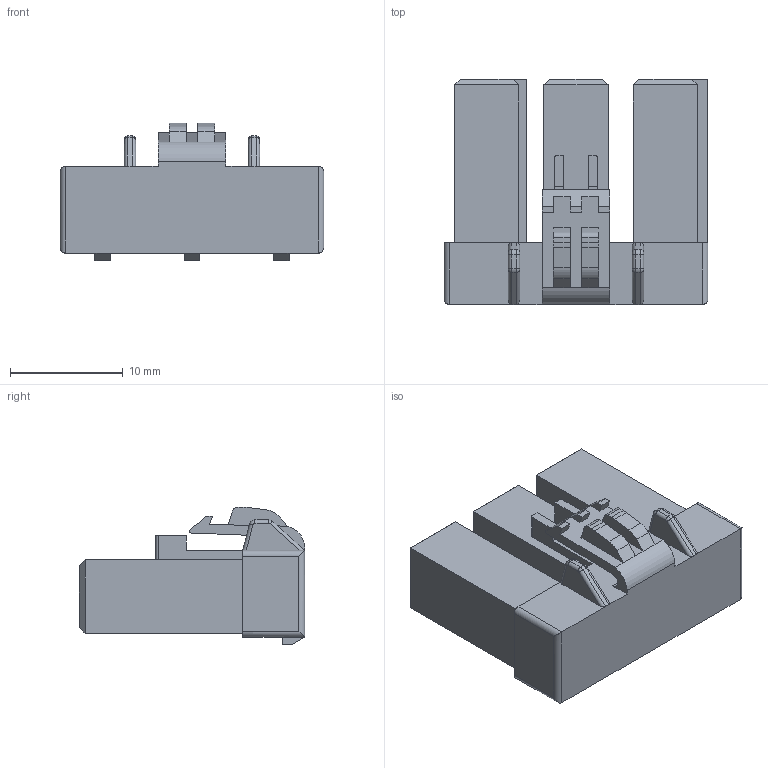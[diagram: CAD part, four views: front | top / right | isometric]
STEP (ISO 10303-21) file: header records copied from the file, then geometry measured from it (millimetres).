
FILE_DESCRIPTION(('CoCreate Modeling STEP Export'),'2;1');
FILE_NAME('DF22R-3S-7.92C.stp','2012-01-05T16:40:58',(''),(''),'CoCreate Modeling STEP processor for AP214 (Solid Model)','CoCreate Modeling 17.0 01-Apr-2010 (C) Parametric Technology GmbH','');
FILE_SCHEMA(('AUTOMOTIVE_DESIGN { 1 0 10303 214 1 1 1 1 }'));
Length unit declared in the file: millimetre
Products named in the file (1): DF22R-3S-7.92C
Bounding box: 23.42 x 20 x 12.25 mm (x, y, z)
Volume: 2730.5 mm3; surface area: 2078.9 mm2
Topology: 1 solids, 1 shells, 181 faces, 470 edges, 295 vertices
Faces by surface type: plane 134, cylinder 39, torus 8
Entity records: 5468 total; most frequent: CARTESIAN_POINT 1055, ORIENTED_EDGE 940, DIRECTION 880, EDGE_CURVE 470, VECTOR 368, LINE 368, VERTEX_POINT 295, AXIS2_PLACEMENT_3D 256
